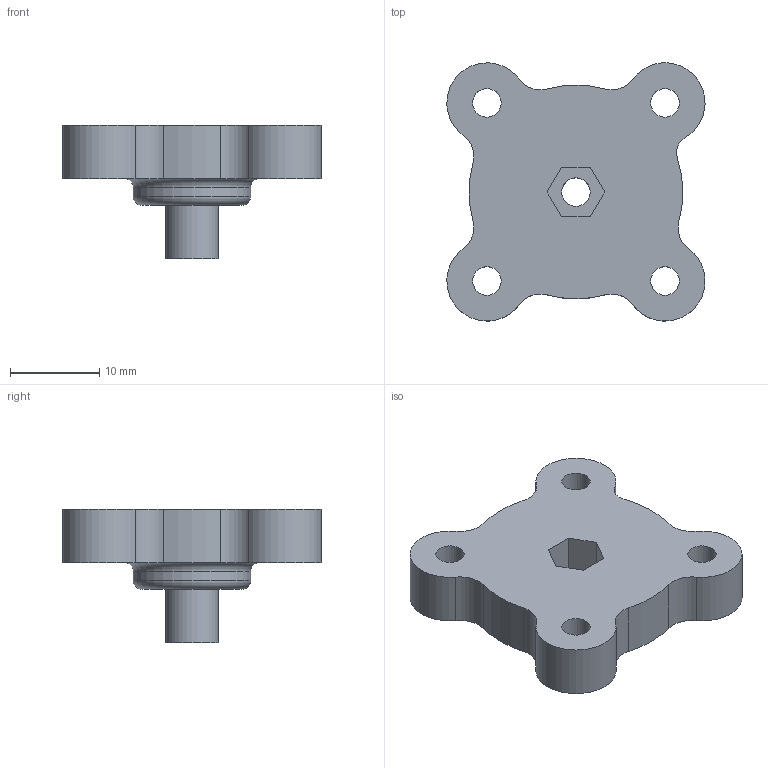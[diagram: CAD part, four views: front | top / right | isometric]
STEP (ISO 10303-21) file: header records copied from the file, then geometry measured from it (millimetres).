
FILE_DESCRIPTION(('FreeCAD Model'),'2;1');
FILE_NAME('RF-Axe_A.step','2015-09-09T20:02:58',('Author'),(''), 'Open CASCADE STEP processor 6.8','FreeCAD','Unknown');
FILE_SCHEMA(('AUTOMOTIVE_DESIGN_CC2 { 1 2 10303 214 -1 1 5 4 }'));
Length unit declared in the file: millimetre
Products named in the file (1): Pocket003
Bounding box: 28.99 x 28.98 x 15 mm (x, y, z)
Volume: 3953.6 mm3; surface area: 2709.4 mm2
Topology: 1 solids, 1 shells, 64 faces, 163 edges, 108 vertices
Faces by surface type: plane 39, cylinder 23, torus 2
Full cylindrical faces by diameter (mm): 3.2 x5, 5.9 x1, 13.2 x1
Entity records: 4173 total; most frequent: CARTESIAN_POINT 806, DIRECTION 645, LINE 393, VECTOR 393, ORIENTED_EDGE 326, PCURVE 326, DEFINITIONAL_REPRESENTATION 326, EDGE_CURVE 163
